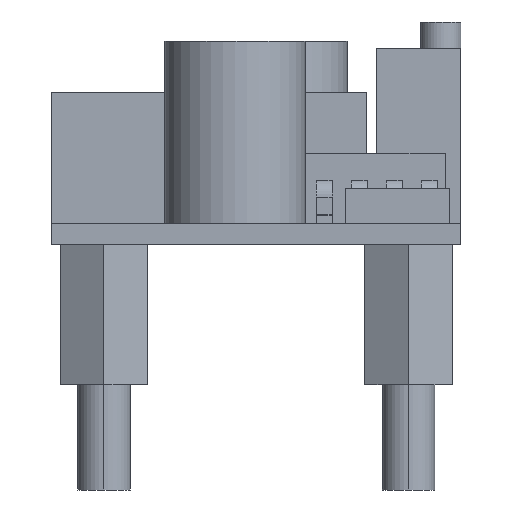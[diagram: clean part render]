
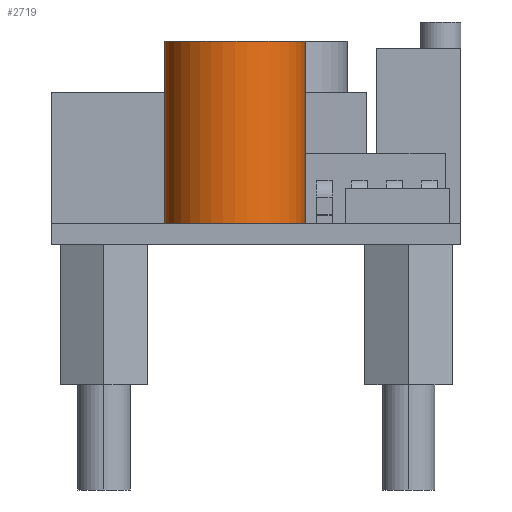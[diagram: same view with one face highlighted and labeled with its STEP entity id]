
A CAD part, left-side view. The second image highlights one B-rep face of the part: STEP entity #2719.
In plain terms, the highlighted cylindrical face has radius 4 mm (diameter 8 mm), a partial arc.
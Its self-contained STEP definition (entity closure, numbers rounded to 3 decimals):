
#411 = VERTEX_POINT('',#412);
#412 = CARTESIAN_POINT('',(-20.2,-2.8,19.6));
#413 = VERTEX_POINT('',#414);
#414 = CARTESIAN_POINT('',(-20.2,5.2,19.6));
#421 = EDGE_CURVE('',#411,#422,#424,.T.);
#422 = VERTEX_POINT('',#423);
#423 = CARTESIAN_POINT('',(-20.2,-2.8,9.2));
#424 = LINE('',#425,#426);
#425 = CARTESIAN_POINT('',(-20.2,-2.8,19.6));
#426 = VECTOR('',#427,1.);
#427 = DIRECTION('',(-0.,0.,-1.));
#430 = VERTEX_POINT('',#431);
#431 = CARTESIAN_POINT('',(-20.2,5.2,9.2));
#438 = EDGE_CURVE('',#413,#430,#439,.T.);
#439 = LINE('',#440,#441);
#440 = CARTESIAN_POINT('',(-20.2,5.2,19.6));
#441 = VECTOR('',#442,1.);
#442 = DIRECTION('',(-0.,0.,-1.));
#1549 = EDGE_CURVE('',#430,#422,#1550,.T.);
#1550 = CIRCLE('',#1551,4.);
#1551 = AXIS2_PLACEMENT_3D('',#1552,#1553,#1554);
#1552 = CARTESIAN_POINT('',(-20.2,1.2,9.2));
#1553 = DIRECTION('',(0.,0.,1.));
#1554 = DIRECTION('',(0.,1.,0.));
#2719 = ADVANCED_FACE('',(#2720),#2732,.T.);
#2720 = FACE_BOUND('',#2721,.T.);
#2721 = EDGE_LOOP('',(#2722,#2723,#2730,#2731));
#2722 = ORIENTED_EDGE('',*,*,#421,.F.);
#2723 = ORIENTED_EDGE('',*,*,#2724,.F.);
#2724 = EDGE_CURVE('',#413,#411,#2725,.T.);
#2725 = CIRCLE('',#2726,4.);
#2726 = AXIS2_PLACEMENT_3D('',#2727,#2728,#2729);
#2727 = CARTESIAN_POINT('',(-20.2,1.2,19.6));
#2728 = DIRECTION('',(-0.,0.,1.));
#2729 = DIRECTION('',(0.,-1.,0.));
#2730 = ORIENTED_EDGE('',*,*,#438,.T.);
#2731 = ORIENTED_EDGE('',*,*,#1549,.T.);
#2732 = CYLINDRICAL_SURFACE('',#2733,4.);
#2733 = AXIS2_PLACEMENT_3D('',#2734,#2735,#2736);
#2734 = CARTESIAN_POINT('',(-20.2,1.2,19.6));
#2735 = DIRECTION('',(-0.,0.,-1.));
#2736 = DIRECTION('',(0.,1.,0.));
